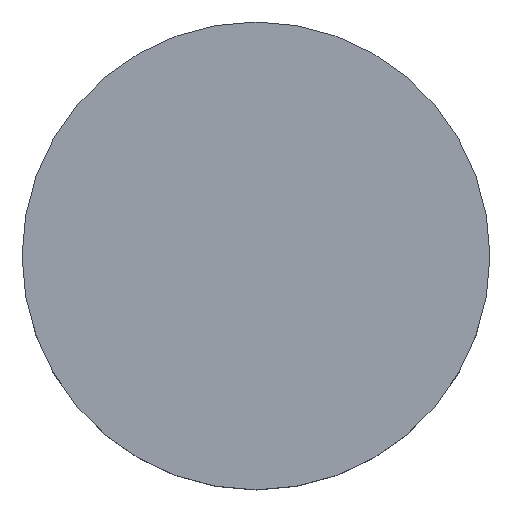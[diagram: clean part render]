
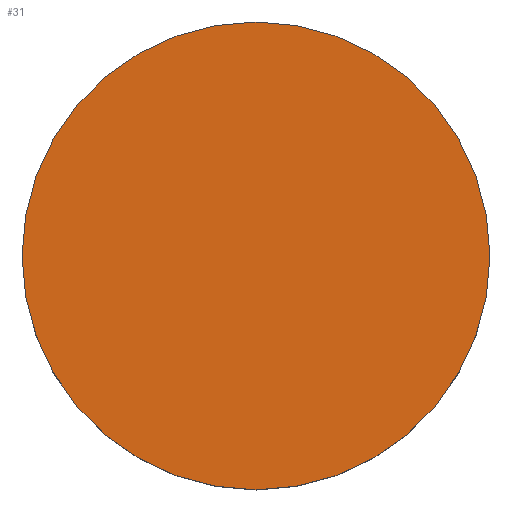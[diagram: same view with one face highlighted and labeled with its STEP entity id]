
A CAD part, top view. The second image highlights one B-rep face of the part: STEP entity #31.
In plain terms, the highlighted planar face has unit normal (0, 0, 1).
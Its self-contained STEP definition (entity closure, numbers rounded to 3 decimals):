
#21 = DIRECTION ( 'NONE',  ( 0., -1., 0. ) ) ;
#31 = ADVANCED_FACE ( 'NONE', ( #51 ), #212, .T. ) ;
#51 = FACE_OUTER_BOUND ( 'NONE', #119, .T. ) ;
#57 = DIRECTION ( 'NONE',  ( 0., 0., 1. ) ) ;
#74 = CARTESIAN_POINT ( 'NONE',  ( 0., 0., 3. ) ) ;
#87 = DIRECTION ( 'NONE',  ( 0., -1., 0. ) ) ;
#96 = CARTESIAN_POINT ( 'NONE',  ( 0., 13.158, 3. ) ) ;
#107 = ORIENTED_EDGE ( 'NONE', *, *, #204, .F. ) ;
#110 = CARTESIAN_POINT ( 'NONE',  ( 0., -6.35, 3. ) ) ;
#119 = EDGE_LOOP ( 'NONE', ( #168, #107 ) ) ;
#122 = CIRCLE ( 'NONE', #195, 6.35 ) ;
#127 = CARTESIAN_POINT ( 'NONE',  ( 0., 0., 3. ) ) ;
#130 = AXIS2_PLACEMENT_3D ( 'NONE', #96, #57, #211 ) ;
#138 = VERTEX_POINT ( 'NONE', #110 ) ;
#141 = EDGE_CURVE ( 'NONE', #138, #193, #194, .T. ) ;
#146 = AXIS2_PLACEMENT_3D ( 'NONE', #127, #156, #21 ) ;
#156 = DIRECTION ( 'NONE',  ( 0., 0., -1. ) ) ;
#168 = ORIENTED_EDGE ( 'NONE', *, *, #141, .F. ) ;
#187 = DIRECTION ( 'NONE',  ( 0., 0., -1. ) ) ;
#193 = VERTEX_POINT ( 'NONE', #215 ) ;
#194 = CIRCLE ( 'NONE', #146, 6.35 ) ;
#195 = AXIS2_PLACEMENT_3D ( 'NONE', #74, #187, #87 ) ;
#204 = EDGE_CURVE ( 'NONE', #193, #138, #122, .T. ) ;
#211 = DIRECTION ( 'NONE',  ( 1., 0., 0. ) ) ;
#212 = PLANE ( 'NONE',  #130 ) ;
#215 = CARTESIAN_POINT ( 'NONE',  ( 0., 6.35, 3. ) ) ;
